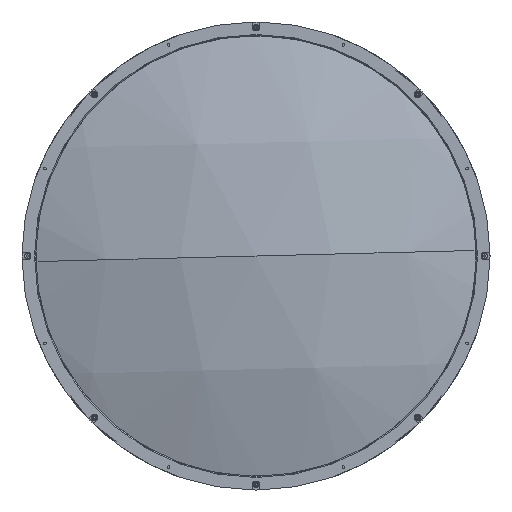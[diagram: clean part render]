
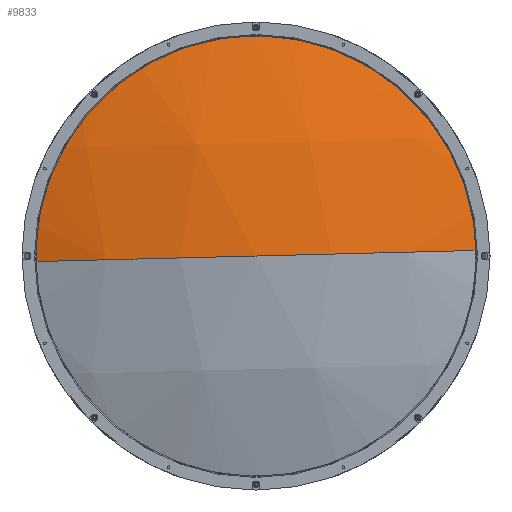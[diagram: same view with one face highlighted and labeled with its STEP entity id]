
A CAD part, left-side view. The second image highlights one B-rep face of the part: STEP entity #9833.
In plain terms, the highlighted spherical face has radius 625 mm.
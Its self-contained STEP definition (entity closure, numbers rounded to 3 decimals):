
#197 = DIRECTION ( 'NONE',  ( 0., 0.025, 1. ) ) ;
#975 = AXIS2_PLACEMENT_3D ( 'NONE', #12609, #5291, #13844 ) ;
#1468 = VERTEX_POINT ( 'NONE', #2228 ) ;
#2228 = CARTESIAN_POINT ( 'NONE',  ( 31.576, 204.935, -5.173 ) ) ;
#2472 = VERTEX_POINT ( 'NONE', #7133 ) ;
#2869 = DIRECTION ( 'NONE',  ( -1., 0., 0. ) ) ;
#3621 = EDGE_LOOP ( 'NONE', ( #15187, #5395, #10741 ) ) ;
#3915 = CIRCLE ( 'NONE', #15278, 625. ) ;
#5291 = DIRECTION ( 'NONE',  ( 0., 0.025, 1. ) ) ;
#5395 = ORIENTED_EDGE ( 'NONE', *, *, #8543, .T. ) ;
#5696 = CIRCLE ( 'NONE', #12378, 205. ) ;
#5726 = SPHERICAL_SURFACE ( 'NONE', #975, 625. ) ;
#5768 = CIRCLE ( 'NONE', #12402, 625. ) ;
#6108 = FACE_OUTER_BOUND ( 'NONE', #3621, .T. ) ;
#6632 = CARTESIAN_POINT ( 'NONE',  ( 622., 0., 0. ) ) ;
#6824 = EDGE_CURVE ( 'NONE', #2472, #14207, #3915, .T. ) ;
#7133 = CARTESIAN_POINT ( 'NONE',  ( 31.576, -204.935, 5.173 ) ) ;
#7590 = CARTESIAN_POINT ( 'NONE',  ( 622., 0., 0. ) ) ;
#7873 = DIRECTION ( 'NONE',  ( 0., 1., -0.025 ) ) ;
#8543 = EDGE_CURVE ( 'NONE', #1468, #14207, #5768, .T. ) ;
#8805 = DIRECTION ( 'NONE',  ( 0., -1., 0.025 ) ) ;
#9833 = ADVANCED_FACE ( 'NONE', ( #6108 ), #5726, .T. ) ;
#10201 = CARTESIAN_POINT ( 'NONE',  ( 31.576, 0., 0. ) ) ;
#10741 = ORIENTED_EDGE ( 'NONE', *, *, #6824, .F. ) ;
#11435 = DIRECTION ( 'NONE',  ( 0., 0.025, 1. ) ) ;
#12378 = AXIS2_PLACEMENT_3D ( 'NONE', #10201, #2869, #11435 ) ;
#12402 = AXIS2_PLACEMENT_3D ( 'NONE', #7590, #197, #8805 ) ;
#12609 = CARTESIAN_POINT ( 'NONE',  ( 622., 0., 0. ) ) ;
#13750 = EDGE_CURVE ( 'NONE', #2472, #1468, #5696, .T. ) ;
#13844 = DIRECTION ( 'NONE',  ( 0., -1., 0.025 ) ) ;
#14207 = VERTEX_POINT ( 'NONE', #15213 ) ;
#15187 = ORIENTED_EDGE ( 'NONE', *, *, #13750, .T. ) ;
#15190 = DIRECTION ( 'NONE',  ( 0., -0.025, -1. ) ) ;
#15213 = CARTESIAN_POINT ( 'NONE',  ( -3., 0., 0. ) ) ;
#15278 = AXIS2_PLACEMENT_3D ( 'NONE', #6632, #15190, #7873 ) ;
